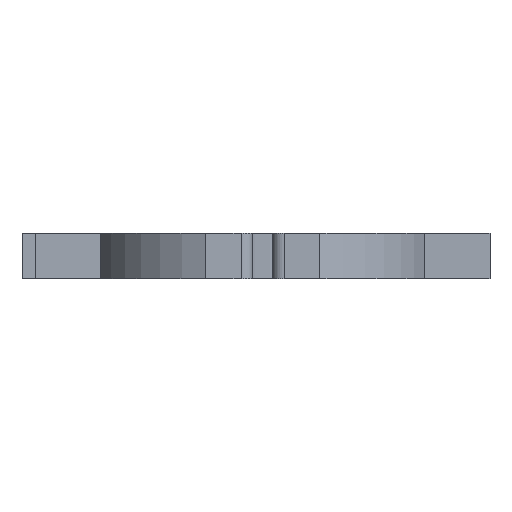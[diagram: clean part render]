
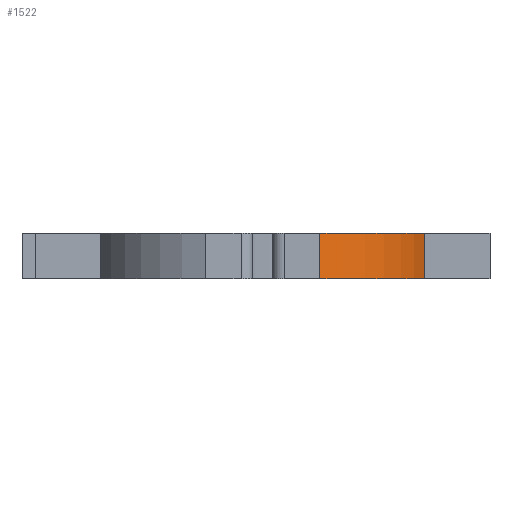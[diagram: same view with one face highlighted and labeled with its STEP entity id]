
A CAD part, left-side view. The second image highlights one B-rep face of the part: STEP entity #1522.
In plain terms, the highlighted cylindrical face has radius 15 mm (diameter 30 mm), a partial arc.
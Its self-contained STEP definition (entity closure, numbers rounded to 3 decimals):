
#90=FACE_OUTER_BOUND('',#170,.T.);
#170=EDGE_LOOP('',(#1081,#1082,#1083,#1084));
#270=LINE('',#2251,#450);
#271=LINE('',#2257,#451);
#450=VECTOR('',#1809,10.);
#451=VECTOR('',#1816,10.);
#611=CIRCLE('',#1628,15.);
#612=CIRCLE('',#1629,15.);
#675=VERTEX_POINT('',#2247);
#676=VERTEX_POINT('',#2249);
#677=VERTEX_POINT('',#2253);
#678=VERTEX_POINT('',#2255);
#840=EDGE_CURVE('',#675,#676,#270,.T.);
#841=EDGE_CURVE('',#677,#675,#611,.T.);
#842=EDGE_CURVE('',#678,#676,#612,.T.);
#843=EDGE_CURVE('',#677,#678,#271,.T.);
#1081=ORIENTED_EDGE('',*,*,#841,.T.);
#1082=ORIENTED_EDGE('',*,*,#840,.T.);
#1083=ORIENTED_EDGE('',*,*,#842,.F.);
#1084=ORIENTED_EDGE('',*,*,#843,.F.);
#1490=CYLINDRICAL_SURFACE('',#1627,15.);
#1522=ADVANCED_FACE('',(#90),#1490,.T.);
#1627=AXIS2_PLACEMENT_3D('',#2252,#1810,#1811);
#1628=AXIS2_PLACEMENT_3D('',#2254,#1812,#1813);
#1629=AXIS2_PLACEMENT_3D('',#2256,#1814,#1815);
#1809=DIRECTION('',(0.,0.,1.));
#1810=DIRECTION('center_axis',(0.,0.,1.));
#1811=DIRECTION('ref_axis',(1.,0.,0.));
#1812=DIRECTION('center_axis',(0.,0.,1.));
#1813=DIRECTION('ref_axis',(1.,0.,0.));
#1814=DIRECTION('center_axis',(0.,0.,1.));
#1815=DIRECTION('ref_axis',(1.,0.,0.));
#1816=DIRECTION('',(0.,0.,1.));
#2247=CARTESIAN_POINT('',(0.,-33.995,0.));
#2249=CARTESIAN_POINT('',(0.,-33.995,4.));
#2251=CARTESIAN_POINT('',(0.,-33.995,0.));
#2252=CARTESIAN_POINT('Origin',(5.,-19.853,0.));
#2253=CARTESIAN_POINT('',(-9.142,-24.853,0.));
#2254=CARTESIAN_POINT('Origin',(5.,-19.853,0.));
#2255=CARTESIAN_POINT('',(-9.142,-24.853,4.));
#2256=CARTESIAN_POINT('Origin',(5.,-19.853,4.));
#2257=CARTESIAN_POINT('',(-9.142,-24.853,0.));
